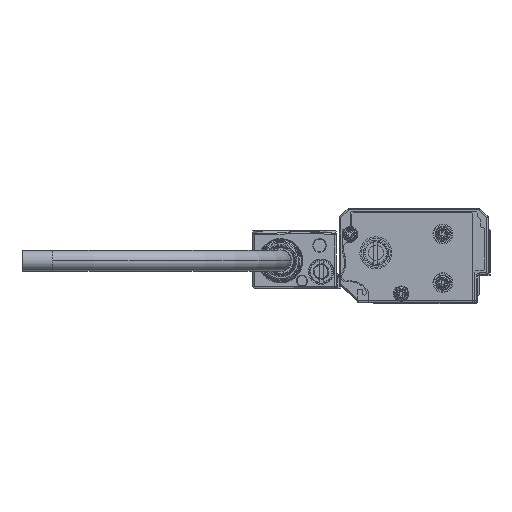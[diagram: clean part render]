
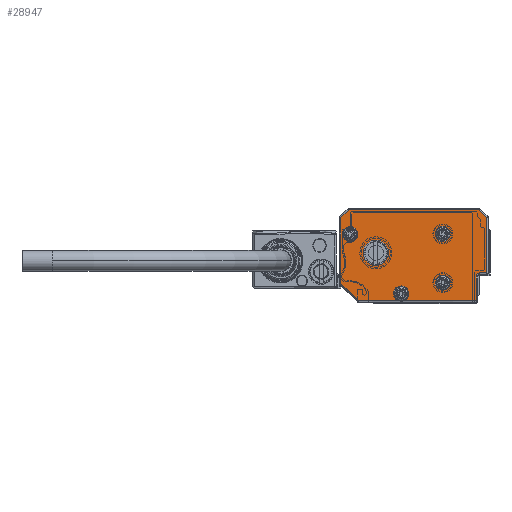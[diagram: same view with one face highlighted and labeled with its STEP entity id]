
A CAD part, left-side view. The second image highlights one B-rep face of the part: STEP entity #28947.
In plain terms, the highlighted planar face has unit normal (-1, 0, 0).
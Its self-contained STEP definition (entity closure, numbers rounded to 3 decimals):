
#28741=AXIS2_PLACEMENT_3D('Circle Axis2P3D',#28739,#28740,$) ;
#28769=AXIS2_PLACEMENT_3D('Circle Axis2P3D',#28767,#28768,$) ;
#28784=AXIS2_PLACEMENT_3D('Plane Axis2P3D',#28781,#28782,#28783) ;
#28788=AXIS2_PLACEMENT_3D('Circle Axis2P3D',#28786,#28787,$) ;
#28795=AXIS2_PLACEMENT_3D('Circle Axis2P3D',#28793,#28794,$) ;
#28802=AXIS2_PLACEMENT_3D('Circle Axis2P3D',#28800,#28801,$) ;
#28814=AXIS2_PLACEMENT_3D('Circle Axis2P3D',#28812,#28813,$) ;
#28877=AXIS2_PLACEMENT_3D('Circle Axis2P3D',#28875,#28876,$) ;
#28886=AXIS2_PLACEMENT_3D('Circle Axis2P3D',#28884,#28885,$) ;
#28895=AXIS2_PLACEMENT_3D('Circle Axis2P3D',#28893,#28894,$) ;
#28904=AXIS2_PLACEMENT_3D('Circle Axis2P3D',#28902,#28903,$) ;
#28913=AXIS2_PLACEMENT_3D('Circle Axis2P3D',#28911,#28912,$) ;
#28922=AXIS2_PLACEMENT_3D('Circle Axis2P3D',#28920,#28921,$) ;
#28931=AXIS2_PLACEMENT_3D('Circle Axis2P3D',#28929,#28930,$) ;
#28940=AXIS2_PLACEMENT_3D('Circle Axis2P3D',#28938,#28939,$) ;
#24336=CARTESIAN_POINT('Vertex',(-1073.,8.4,-1.)) ;
#24338=CARTESIAN_POINT('Vertex',(-1073.,7.,-1.)) ;
#24341=CARTESIAN_POINT('Line Origine',(-1073.,3.5,-1.)) ;
#24345=CARTESIAN_POINT('Vertex',(-1073.,21.793,-1.)) ;
#24357=CARTESIAN_POINT('Vertex',(-1073.,-17.,-1.)) ;
#24360=CARTESIAN_POINT('Line Origine',(-1073.,3.5,-1.)) ;
#25535=CARTESIAN_POINT('Line Origine',(-1073.,27.5,14.)) ;
#25539=CARTESIAN_POINT('Vertex',(-1073.,27.5,4.707)) ;
#25541=CARTESIAN_POINT('Vertex',(-1073.,27.5,26.293)) ;
#28739=CARTESIAN_POINT('Axis2P3D Location',(-1073.,7.7,1.4)) ;
#28743=CARTESIAN_POINT('Vertex',(-1073.,5.2,1.4)) ;
#28764=CARTESIAN_POINT('Vertex',(-1073.,9.894,0.201)) ;
#28767=CARTESIAN_POINT('Axis2P3D Location',(-1073.,7.7,1.4)) ;
#28781=CARTESIAN_POINT('Axis2P3D Location',(-1073.,-21.5,13.5)) ;
#28786=CARTESIAN_POINT('Axis2P3D Location',(-1073.,7.7,1.4)) ;
#28790=CARTESIAN_POINT('Vertex',(-1073.,10.2,1.4)) ;
#28793=CARTESIAN_POINT('Axis2P3D Location',(-1073.,7.7,1.4)) ;
#28797=CARTESIAN_POINT('Vertex',(-1073.,5.506,2.599)) ;
#28800=CARTESIAN_POINT('Axis2P3D Location',(-1073.,7.7,1.4)) ;
#28805=CARTESIAN_POINT('Line Origine',(-1073.,-17.,3.1)) ;
#28809=CARTESIAN_POINT('Vertex',(-1073.,-17.,7.2)) ;
#28812=CARTESIAN_POINT('Axis2P3D Location',(-1073.,-18.,7.2)) ;
#28816=CARTESIAN_POINT('Vertex',(-1073.,-18.,8.2)) ;
#28819=CARTESIAN_POINT('Line Origine',(-1073.,-19.25,8.2)) ;
#28823=CARTESIAN_POINT('Vertex',(-1073.,-20.5,8.2)) ;
#28826=CARTESIAN_POINT('Line Origine',(-1073.,-20.5,17.246)) ;
#28830=CARTESIAN_POINT('Vertex',(-1073.,-20.5,26.293)) ;
#28833=CARTESIAN_POINT('Line Origine',(-1073.,-19.146,27.646)) ;
#28837=CARTESIAN_POINT('Vertex',(-1073.,-17.793,29.)) ;
#28840=CARTESIAN_POINT('Line Origine',(-1073.,3.5,29.)) ;
#28844=CARTESIAN_POINT('Vertex',(-1073.,24.793,29.)) ;
#28847=CARTESIAN_POINT('Line Origine',(-1073.,26.146,27.646)) ;
#28852=CARTESIAN_POINT('Line Origine',(-1073.,24.646,1.854)) ;
#28875=CARTESIAN_POINT('Axis2P3D Location',(-1073.,-6.,5.)) ;
#28879=CARTESIAN_POINT('Vertex',(-1073.,-3.806,3.801)) ;
#28881=CARTESIAN_POINT('Vertex',(-1073.,-8.194,6.199)) ;
#28884=CARTESIAN_POINT('Axis2P3D Location',(-1073.,-6.,5.)) ;
#28893=CARTESIAN_POINT('Axis2P3D Location',(-1073.,16.,14.8)) ;
#28897=CARTESIAN_POINT('Vertex',(-1073.,11.85,14.8)) ;
#28899=CARTESIAN_POINT('Vertex',(-1073.,20.15,14.8)) ;
#28902=CARTESIAN_POINT('Axis2P3D Location',(-1073.,16.,14.8)) ;
#28911=CARTESIAN_POINT('Axis2P3D Location',(-1073.,-6.,21.)) ;
#28915=CARTESIAN_POINT('Vertex',(-1073.,-8.194,22.199)) ;
#28917=CARTESIAN_POINT('Vertex',(-1073.,-3.806,19.801)) ;
#28920=CARTESIAN_POINT('Axis2P3D Location',(-1073.,-6.,21.)) ;
#28929=CARTESIAN_POINT('Axis2P3D Location',(-1073.,24.5,20.9)) ;
#28933=CARTESIAN_POINT('Vertex',(-1073.,22.306,22.099)) ;
#28935=CARTESIAN_POINT('Vertex',(-1073.,26.694,19.701)) ;
#28938=CARTESIAN_POINT('Axis2P3D Location',(-1073.,24.5,20.9)) ;
#24342=DIRECTION('Vector Direction',(0.,1.,0.)) ;
#24361=DIRECTION('Vector Direction',(0.,1.,0.)) ;
#25536=DIRECTION('Vector Direction',(0.,0.,1.)) ;
#28740=DIRECTION('Axis2P3D Direction',(-1.,0.,0.)) ;
#28768=DIRECTION('Axis2P3D Direction',(-1.,0.,0.)) ;
#28782=DIRECTION('Axis2P3D Direction',(1.,0.,0.)) ;
#28783=DIRECTION('Axis2P3D XDirection',(0.,1.,0.)) ;
#28787=DIRECTION('Axis2P3D Direction',(1.,0.,0.)) ;
#28794=DIRECTION('Axis2P3D Direction',(1.,0.,0.)) ;
#28801=DIRECTION('Axis2P3D Direction',(1.,0.,0.)) ;
#28806=DIRECTION('Vector Direction',(0.,0.,1.)) ;
#28813=DIRECTION('Axis2P3D Direction',(1.,0.,0.)) ;
#28820=DIRECTION('Vector Direction',(0.,-1.,0.)) ;
#28827=DIRECTION('Vector Direction',(0.,0.,1.)) ;
#28834=DIRECTION('Vector Direction',(0.,-0.707,-0.707)) ;
#28841=DIRECTION('Vector Direction',(0.,1.,0.)) ;
#28848=DIRECTION('Vector Direction',(0.,0.707,-0.707)) ;
#28853=DIRECTION('Vector Direction',(0.,-0.707,-0.707)) ;
#28876=DIRECTION('Axis2P3D Direction',(1.,0.,0.)) ;
#28885=DIRECTION('Axis2P3D Direction',(1.,0.,0.)) ;
#28894=DIRECTION('Axis2P3D Direction',(1.,0.,0.)) ;
#28903=DIRECTION('Axis2P3D Direction',(1.,0.,0.)) ;
#28912=DIRECTION('Axis2P3D Direction',(1.,0.,0.)) ;
#28921=DIRECTION('Axis2P3D Direction',(1.,0.,0.)) ;
#28930=DIRECTION('Axis2P3D Direction',(1.,0.,0.)) ;
#28939=DIRECTION('Axis2P3D Direction',(1.,0.,0.)) ;
#24343=VECTOR('Line Direction',#24342,1.) ;
#24362=VECTOR('Line Direction',#24361,1.) ;
#25537=VECTOR('Line Direction',#25536,1.) ;
#28807=VECTOR('Line Direction',#28806,1.) ;
#28821=VECTOR('Line Direction',#28820,1.) ;
#28828=VECTOR('Line Direction',#28827,1.) ;
#28835=VECTOR('Line Direction',#28834,1.) ;
#28842=VECTOR('Line Direction',#28841,1.) ;
#28849=VECTOR('Line Direction',#28848,1.) ;
#28854=VECTOR('Line Direction',#28853,1.) ;
#28858=ORIENTED_EDGE('',*,*,#28771,.T.) ;
#28859=ORIENTED_EDGE('',*,*,#28792,.T.) ;
#28860=ORIENTED_EDGE('',*,*,#28799,.T.) ;
#28861=ORIENTED_EDGE('',*,*,#28804,.T.) ;
#28862=ORIENTED_EDGE('',*,*,#28745,.T.) ;
#28863=ORIENTED_EDGE('',*,*,#24364,.F.) ;
#28864=ORIENTED_EDGE('',*,*,#28811,.F.) ;
#28865=ORIENTED_EDGE('',*,*,#28818,.F.) ;
#28866=ORIENTED_EDGE('',*,*,#28825,.F.) ;
#28867=ORIENTED_EDGE('',*,*,#28832,.F.) ;
#28868=ORIENTED_EDGE('',*,*,#28839,.F.) ;
#28869=ORIENTED_EDGE('',*,*,#28846,.F.) ;
#28870=ORIENTED_EDGE('',*,*,#28851,.F.) ;
#28871=ORIENTED_EDGE('',*,*,#25543,.F.) ;
#28872=ORIENTED_EDGE('',*,*,#28856,.F.) ;
#28873=ORIENTED_EDGE('',*,*,#24347,.F.) ;
#28890=ORIENTED_EDGE('',*,*,#28883,.T.) ;
#28891=ORIENTED_EDGE('',*,*,#28888,.T.) ;
#28908=ORIENTED_EDGE('',*,*,#28901,.T.) ;
#28909=ORIENTED_EDGE('',*,*,#28906,.T.) ;
#28926=ORIENTED_EDGE('',*,*,#28919,.T.) ;
#28927=ORIENTED_EDGE('',*,*,#28924,.T.) ;
#28944=ORIENTED_EDGE('',*,*,#28937,.T.) ;
#28945=ORIENTED_EDGE('',*,*,#28942,.T.) ;
#28892=FACE_BOUND('',#28889,.T.) ;
#28910=FACE_BOUND('',#28907,.T.) ;
#28928=FACE_BOUND('',#28925,.T.) ;
#28946=FACE_BOUND('',#28943,.T.) ;
#28947=ADVANCED_FACE('Brep With Voids',(#28874,#28892,#28910,#28928,#28946),#28785,.F.) ;
#28742=CIRCLE('generated circle',#28741,2.5) ;
#28770=CIRCLE('generated circle',#28769,2.5) ;
#28789=CIRCLE('generated circle',#28788,2.5) ;
#28796=CIRCLE('generated circle',#28795,2.5) ;
#28803=CIRCLE('generated circle',#28802,2.5) ;
#28815=CIRCLE('generated circle',#28814,1.) ;
#28878=CIRCLE('generated circle',#28877,2.5) ;
#28887=CIRCLE('generated circle',#28886,2.5) ;
#28896=CIRCLE('generated circle',#28895,4.15) ;
#28905=CIRCLE('generated circle',#28904,4.15) ;
#28914=CIRCLE('generated circle',#28913,2.5) ;
#28923=CIRCLE('generated circle',#28922,2.5) ;
#28932=CIRCLE('generated circle',#28931,2.5) ;
#28941=CIRCLE('generated circle',#28940,2.5) ;
#24347=EDGE_CURVE('',#24337,#24346,#24344,.T.) ;
#24364=EDGE_CURVE('',#24358,#24339,#24363,.T.) ;
#25543=EDGE_CURVE('',#25540,#25542,#25538,.T.) ;
#28745=EDGE_CURVE('',#28744,#24339,#28742,.F.) ;
#28771=EDGE_CURVE('',#24337,#28765,#28770,.F.) ;
#28792=EDGE_CURVE('',#28765,#28791,#28789,.T.) ;
#28799=EDGE_CURVE('',#28791,#28798,#28796,.T.) ;
#28804=EDGE_CURVE('',#28798,#28744,#28803,.T.) ;
#28811=EDGE_CURVE('',#28810,#24358,#28808,.F.) ;
#28818=EDGE_CURVE('',#28817,#28810,#28815,.F.) ;
#28825=EDGE_CURVE('',#28824,#28817,#28822,.F.) ;
#28832=EDGE_CURVE('',#28831,#28824,#28829,.F.) ;
#28839=EDGE_CURVE('',#28838,#28831,#28836,.T.) ;
#28846=EDGE_CURVE('',#28845,#28838,#28843,.F.) ;
#28851=EDGE_CURVE('',#25542,#28845,#28850,.F.) ;
#28856=EDGE_CURVE('',#24346,#25540,#28855,.F.) ;
#28883=EDGE_CURVE('',#28880,#28882,#28878,.T.) ;
#28888=EDGE_CURVE('',#28882,#28880,#28887,.T.) ;
#28901=EDGE_CURVE('',#28898,#28900,#28896,.T.) ;
#28906=EDGE_CURVE('',#28900,#28898,#28905,.T.) ;
#28919=EDGE_CURVE('',#28916,#28918,#28914,.T.) ;
#28924=EDGE_CURVE('',#28918,#28916,#28923,.T.) ;
#28937=EDGE_CURVE('',#28934,#28936,#28932,.T.) ;
#28942=EDGE_CURVE('',#28936,#28934,#28941,.T.) ;
#28857=EDGE_LOOP('',(#28858,#28859,#28860,#28861,#28862,#28863,#28864,#28865,#28866,#28867,#28868,#28869,#28870,#28871,#28872,#28873)) ;
#28889=EDGE_LOOP('',(#28890,#28891)) ;
#28907=EDGE_LOOP('',(#28908,#28909)) ;
#28925=EDGE_LOOP('',(#28926,#28927)) ;
#28943=EDGE_LOOP('',(#28944,#28945)) ;
#28874=FACE_OUTER_BOUND('',#28857,.T.) ;
#24344=LINE('Line',#24341,#24343) ;
#24363=LINE('Line',#24360,#24362) ;
#25538=LINE('Line',#25535,#25537) ;
#28808=LINE('Line',#28805,#28807) ;
#28822=LINE('Line',#28819,#28821) ;
#28829=LINE('Line',#28826,#28828) ;
#28836=LINE('Line',#28833,#28835) ;
#28843=LINE('Line',#28840,#28842) ;
#28850=LINE('Line',#28847,#28849) ;
#28855=LINE('Line',#28852,#28854) ;
#28785=PLANE('Plane',#28784) ;
#24337=VERTEX_POINT('',#24336) ;
#24339=VERTEX_POINT('',#24338) ;
#24346=VERTEX_POINT('',#24345) ;
#24358=VERTEX_POINT('',#24357) ;
#25540=VERTEX_POINT('',#25539) ;
#25542=VERTEX_POINT('',#25541) ;
#28744=VERTEX_POINT('',#28743) ;
#28765=VERTEX_POINT('',#28764) ;
#28791=VERTEX_POINT('',#28790) ;
#28798=VERTEX_POINT('',#28797) ;
#28810=VERTEX_POINT('',#28809) ;
#28817=VERTEX_POINT('',#28816) ;
#28824=VERTEX_POINT('',#28823) ;
#28831=VERTEX_POINT('',#28830) ;
#28838=VERTEX_POINT('',#28837) ;
#28845=VERTEX_POINT('',#28844) ;
#28880=VERTEX_POINT('',#28879) ;
#28882=VERTEX_POINT('',#28881) ;
#28898=VERTEX_POINT('',#28897) ;
#28900=VERTEX_POINT('',#28899) ;
#28916=VERTEX_POINT('',#28915) ;
#28918=VERTEX_POINT('',#28917) ;
#28934=VERTEX_POINT('',#28933) ;
#28936=VERTEX_POINT('',#28935) ;
